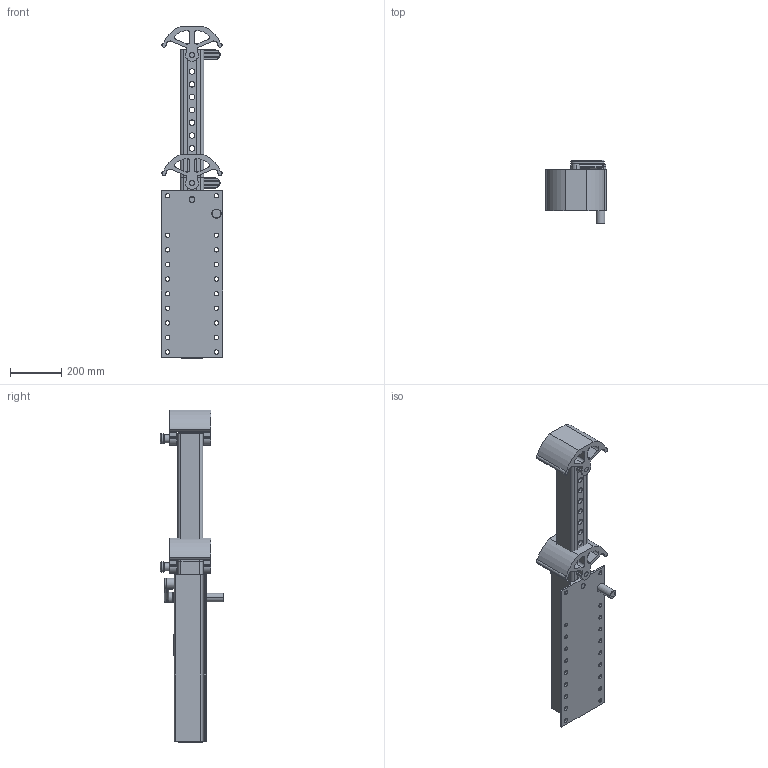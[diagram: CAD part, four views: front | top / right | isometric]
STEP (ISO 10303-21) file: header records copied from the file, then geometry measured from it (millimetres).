
FILE_DESCRIPTION (( 'STEP AP214' ), '1' );
FILE_NAME ('LT650.700_website.STEP', '2024-11-14T20:30:47', ( '' ), ( '' ), 'SwSTEP 2.0', 'SolidWorks 2022', '' );
FILE_SCHEMA (( 'AUTOMOTIVE_DESIGN' ));
Length unit declared in the file: millimetre
Products named in the file (12): Stand_lock_part2^Copy of P.L24G_P.LCK24_step; Copy of P.L24G^P.LCK24_step; P.CAP; P.LCK24_step_for asm; P.160_step; P.700_step; Stand_lock_part1^Copy of P.L24G_P.LCK24_step; P.HNDL24_step; Copy of P.H24G^P.HNDL24_step; LT650.700_website; P.650_step; TP
Assembly tree (15 placements, depth 4):
  LT650.700_website
    P.HNDL24_step  x2
      Copy of P.H24G^P.HNDL24_step
    P.LCK24_step_for asm
      Copy of P.L24G^P.LCK24_step
        Stand_lock_part2^Copy of P.L24G_P.LCK24_step
        Stand_lock_part1^Copy of P.L24G_P.LCK24_step
    P.CAP  x2
    TP
    P.650_step
    P.160_step  x2
    P.700_step  x2
Bounding box: 240 x 248.25 x 1295.5 mm (x, y, z)
Volume: 12064321.8 mm3; surface area: 2204823.4 mm2
Topology: 12 solids, 12 shells, 1019 faces, 2712 edges, 1778 vertices
Faces by surface type: plane 575, cylinder 312, bspline 98, torus 34
Entity records: 24033 total; most frequent: CARTESIAN_POINT 7615, ORIENTED_EDGE 3354, DIRECTION 3157, EDGE_CURVE 1677, VECTOR 1115, LINE 1115, VERTEX_POINT 1098, AXIS2_PLACEMENT_3D 1021
